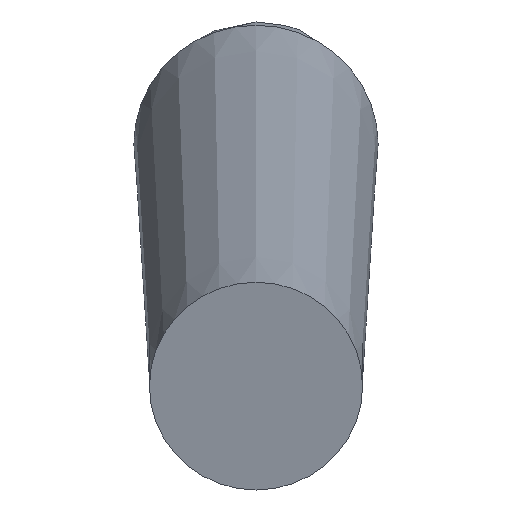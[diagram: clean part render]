
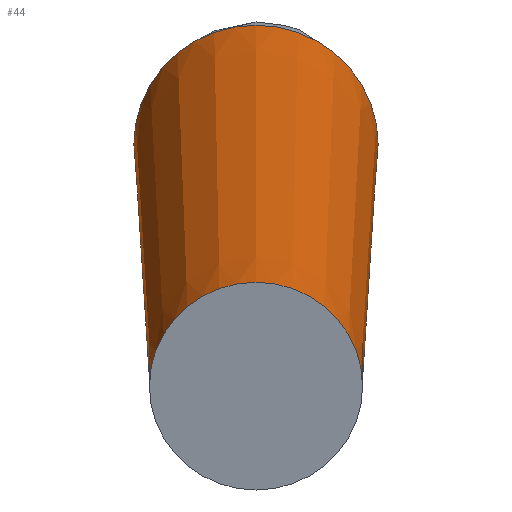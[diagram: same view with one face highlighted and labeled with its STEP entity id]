
A CAD part, front view. The second image highlights one B-rep face of the part: STEP entity #44.
In plain terms, the highlighted conical face has half-angle 0.827 degrees and reference radius 1.308 mm.
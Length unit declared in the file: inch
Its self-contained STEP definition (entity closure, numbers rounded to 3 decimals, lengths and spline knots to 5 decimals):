
#16=FACE_BOUND($,#21,.T.);
#17=FACE_OUTER_BOUND($,#20,.T.);
#20=EDGE_LOOP($,(#35));
#21=EDGE_LOOP($,(#36,#37));
#24=CIRCLE($,#51,0.048);
#25=CIRCLE($,#52,0.05499);
#26=CIRCLE($,#53,0.05499);
#27=VERTEX_POINT($,#69);
#28=VERTEX_POINT($,#71);
#29=VERTEX_POINT($,#72);
#31=EDGE_CURVE($,#27,#27,#24,.T.);
#32=EDGE_CURVE($,#28,#29,#25,.T.);
#33=EDGE_CURVE($,#29,#28,#26,.T.);
#35=ORIENTED_EDGE($,*,*,#31,.F.);
#36=ORIENTED_EDGE($,*,*,#32,.T.);
#37=ORIENTED_EDGE($,*,*,#33,.T.);
#43=CONICAL_SURFACE($,#50,0.05149,0.827);
#44=ADVANCED_FACE($,(#17,#16),#43,.T.);
#50=AXIS2_PLACEMENT_3D($,#68,#57,#58);
#51=AXIS2_PLACEMENT_3D($,#70,#59,#60);
#52=AXIS2_PLACEMENT_3D($,#73,#61,#62);
#53=AXIS2_PLACEMENT_3D($,#74,#63,#64);
#57=DIRECTION('center_axis',(0.,0.974,0.225));
#58=DIRECTION('ref_axis',(0.,0.225,-0.974));
#59=DIRECTION('center_axis',(0.,-0.974,-0.225));
#60=DIRECTION('ref_axis',(0.,0.225,-0.974));
#61=DIRECTION('center_axis',(0.,-0.974,-0.225));
#62=DIRECTION('ref_axis',(0.,0.225,-0.974));
#63=DIRECTION('center_axis',(0.,-0.974,-0.225));
#64=DIRECTION('ref_axis',(0.,0.225,-0.974));
#68=CARTESIAN_POINT('Origin',(0.,0.19692,0.04546));
#69=CARTESIAN_POINT('',(0.,-0.02818,-0.05577));
#70=CARTESIAN_POINT('Origin',(0.,-0.03897,-0.009));
#71=CARTESIAN_POINT('',(0.,0.44519,0.04635));
#72=CARTESIAN_POINT('',(0.,0.42045,0.1535));
#73=CARTESIAN_POINT('Origin',(0.,0.43282,0.09992));
#74=CARTESIAN_POINT('Origin',(0.,0.43282,0.09992));
